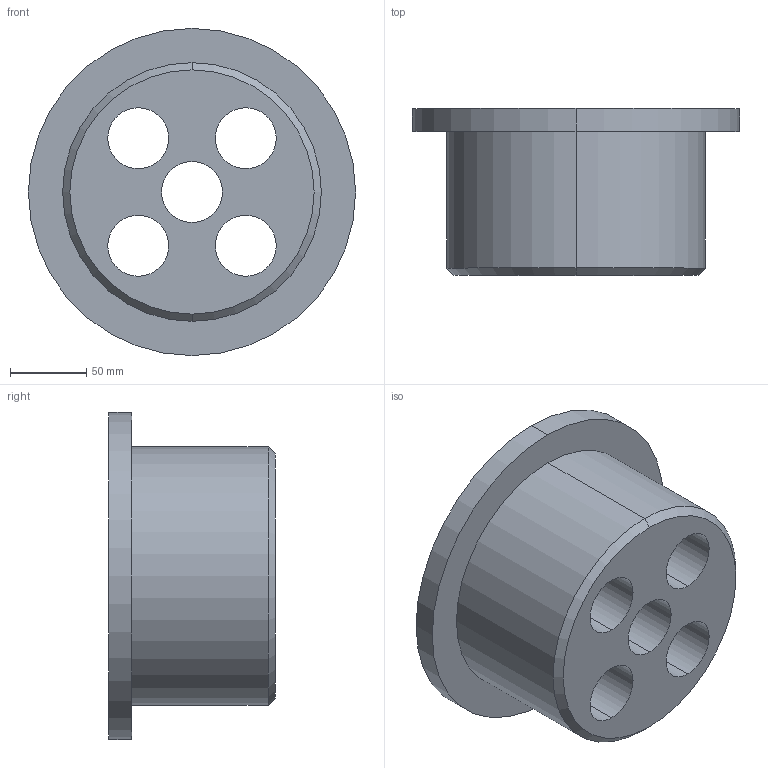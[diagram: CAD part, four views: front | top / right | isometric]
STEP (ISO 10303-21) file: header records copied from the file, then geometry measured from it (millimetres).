
FILE_DESCRIPTION (( 'STEP AP203' ), '1' );
FILE_NAME ('EL 01461-F_1.step', '2016-12-23T12:24:51', ( '' ), ( '' ), 'SwSTEP 2.0', 'SolidWorks 2016', '' );
FILE_SCHEMA (( 'CONFIG_CONTROL_DESIGN' ));
Length unit declared in the file: millimetre
Products named in the file (1): EL 01461-F_1
Bounding box: 215 x 109.5 x 215 mm (x, y, z)
Volume: 1995615.6 mm3; surface area: 187930.5 mm2
Topology: 1 solids, 1 shells, 19 faces, 46 edges, 30 vertices
Faces by surface type: cylinder 14, plane 3, cone 2
Entity records: 671 total; most frequent: DIRECTION 116, CARTESIAN_POINT 96, ORIENTED_EDGE 92, AXIS2_PLACEMENT_3D 50, EDGE_CURVE 46, CIRCLE 30, VERTEX_POINT 30, EDGE_LOOP 30
